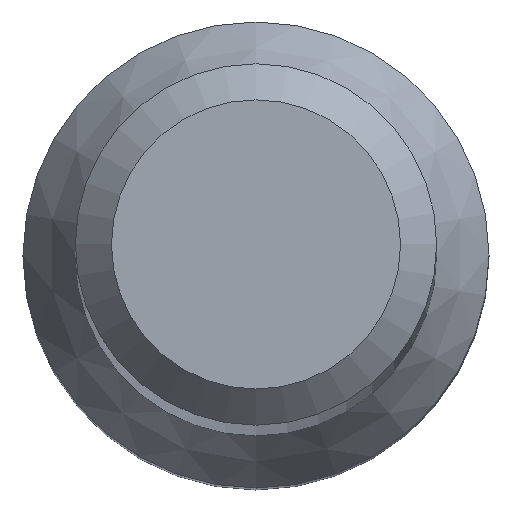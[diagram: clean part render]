
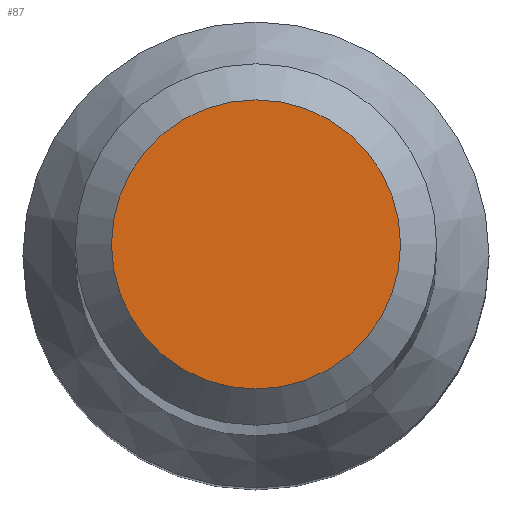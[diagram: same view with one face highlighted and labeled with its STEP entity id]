
A CAD part, top view. The second image highlights one B-rep face of the part: STEP entity #87.
In plain terms, the highlighted planar face has unit normal (0, 0, 1).
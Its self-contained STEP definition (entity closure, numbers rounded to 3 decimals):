
#8 = AXIS2_PLACEMENT_3D ( 'NONE', #143, #41, #174 ) ;
#27 = PLANE ( 'NONE',  #181 ) ;
#35 = ORIENTED_EDGE ( 'NONE', *, *, #122, .F. ) ;
#41 = DIRECTION ( 'NONE',  ( 0., 0., -1. ) ) ;
#63 = VERTEX_POINT ( 'NONE', #208 ) ;
#87 = ADVANCED_FACE ( 'NONE', ( #123 ), #27, .T. ) ;
#99 = CIRCLE ( 'NONE', #8, 1.6 ) ;
#122 = EDGE_CURVE ( 'NONE', #63, #63, #99, .T. ) ;
#123 = FACE_OUTER_BOUND ( 'NONE', #198, .T. ) ;
#143 = CARTESIAN_POINT ( 'NONE',  ( 0., 0., 80. ) ) ;
#174 = DIRECTION ( 'NONE',  ( 0., 1., 0. ) ) ;
#177 = DIRECTION ( 'NONE',  ( 0., -1., 0. ) ) ;
#181 = AXIS2_PLACEMENT_3D ( 'NONE', #209, #206, #177 ) ;
#198 = EDGE_LOOP ( 'NONE', ( #35 ) ) ;
#206 = DIRECTION ( 'NONE',  ( 0., 0., 1. ) ) ;
#208 = CARTESIAN_POINT ( 'NONE',  ( 0., 1.6, 80. ) ) ;
#209 = CARTESIAN_POINT ( 'NONE',  ( 0., 0., 80. ) ) ;
